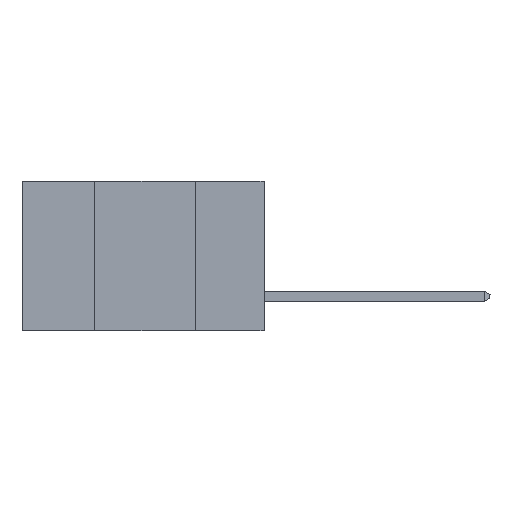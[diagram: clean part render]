
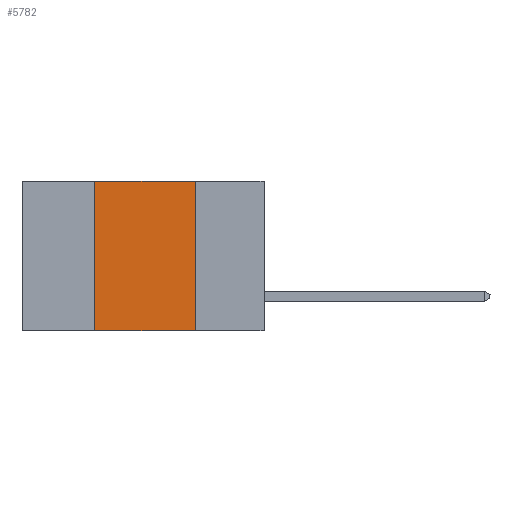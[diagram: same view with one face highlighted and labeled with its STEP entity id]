
A CAD part, left-side view. The second image highlights one B-rep face of the part: STEP entity #5782.
In plain terms, the highlighted planar face has unit normal (-1, 0, 0).
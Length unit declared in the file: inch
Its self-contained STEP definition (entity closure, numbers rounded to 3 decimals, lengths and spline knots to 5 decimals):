
#110 = DIRECTION ( 'NONE',  ( 0., -1., 0. ) ) ;
#178 = CARTESIAN_POINT ( 'NONE',  ( 0., 0.17, -0.37 ) ) ;
#238 = VECTOR ( 'NONE', #110, 39.37008 ) ;
#413 = VECTOR ( 'NONE', #3892, 39.37008 ) ;
#1689 = ORIENTED_EDGE ( 'NONE', *, *, #8423, .F. ) ;
#1873 = DIRECTION ( 'NONE',  ( 0., -1., 0. ) ) ;
#1920 = DIRECTION ( 'NONE',  ( 0., 0., -1. ) ) ;
#1922 = CARTESIAN_POINT ( 'NONE',  ( 0., 0.6, 0. ) ) ;
#2912 = VERTEX_POINT ( 'NONE', #4067 ) ;
#3012 = CARTESIAN_POINT ( 'NONE',  ( 0., 0.42, -0.37 ) ) ;
#3067 = CARTESIAN_POINT ( 'NONE',  ( 0., 0.6, 0. ) ) ;
#3131 = DIRECTION ( 'NONE',  ( 0., 0., -1. ) ) ;
#3326 = VERTEX_POINT ( 'NONE', #9362 ) ;
#3668 = CARTESIAN_POINT ( 'NONE',  ( 0., 0.6, -0.37 ) ) ;
#3725 = LINE ( 'NONE', #3668, #238 ) ;
#3892 = DIRECTION ( 'NONE',  ( 0., 0., 1. ) ) ;
#4002 = VERTEX_POINT ( 'NONE', #8132 ) ;
#4067 = CARTESIAN_POINT ( 'NONE',  ( 0., 0.17, 0. ) ) ;
#4719 = LINE ( 'NONE', #3012, #413 ) ;
#5782 = ADVANCED_FACE ( 'NONE', ( #7474 ), #5811, .F. ) ;
#5811 = PLANE ( 'NONE',  #9751 ) ;
#6260 = ORIENTED_EDGE ( 'NONE', *, *, #11277, .F. ) ;
#6703 = EDGE_CURVE ( 'NONE', #2912, #4002, #8081, .T. ) ;
#6856 = ORIENTED_EDGE ( 'NONE', *, *, #9636, .T. ) ;
#7126 = EDGE_LOOP ( 'NONE', ( #9055, #1689, #6260, #6856 ) ) ;
#7396 = VECTOR ( 'NONE', #1873, 39.37008 ) ;
#7474 = FACE_OUTER_BOUND ( 'NONE', #7126, .T. ) ;
#8081 = LINE ( 'NONE', #178, #9953 ) ;
#8132 = CARTESIAN_POINT ( 'NONE',  ( 0., 0.17, -0.37 ) ) ;
#8234 = LINE ( 'NONE', #1922, #7396 ) ;
#8423 = EDGE_CURVE ( 'NONE', #3326, #2912, #8234, .T. ) ;
#9055 = ORIENTED_EDGE ( 'NONE', *, *, #6703, .F. ) ;
#9169 = DIRECTION ( 'NONE',  ( 1., 0., 0. ) ) ;
#9362 = CARTESIAN_POINT ( 'NONE',  ( 0., 0.42, 0. ) ) ;
#9460 = CARTESIAN_POINT ( 'NONE',  ( 0., 0.42, -0.37 ) ) ;
#9636 = EDGE_CURVE ( 'NONE', #11039, #4002, #3725, .T. ) ;
#9751 = AXIS2_PLACEMENT_3D ( 'NONE', #3067, #9169, #3131 ) ;
#9953 = VECTOR ( 'NONE', #1920, 39.37008 ) ;
#11039 = VERTEX_POINT ( 'NONE', #9460 ) ;
#11277 = EDGE_CURVE ( 'NONE', #11039, #3326, #4719, .T. ) ;
